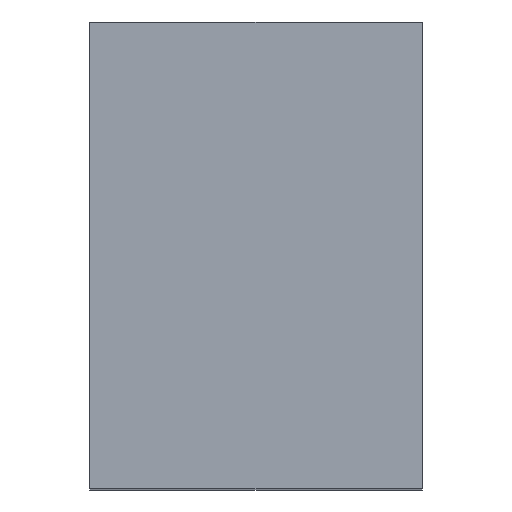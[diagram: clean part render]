
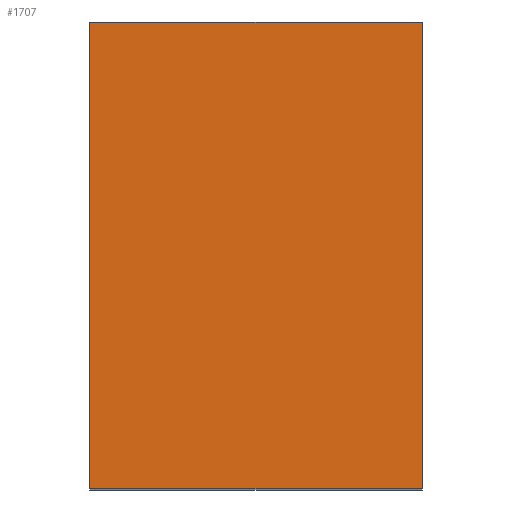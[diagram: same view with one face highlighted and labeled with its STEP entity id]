
A CAD part, top view. The second image highlights one B-rep face of the part: STEP entity #1707.
In plain terms, the highlighted face is planar.
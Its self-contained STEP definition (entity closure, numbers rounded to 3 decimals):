
#46 = DIRECTION ( 'NONE',  ( -1., 0., 0. ) ) ;
#111 = LINE ( 'NONE', #2600, #1673 ) ;
#135 = PLANE ( 'NONE',  #1497 ) ;
#152 = EDGE_CURVE ( 'NONE', #2758, #210, #111, .T. ) ;
#163 = LINE ( 'NONE', #2912, #2774 ) ;
#210 = VERTEX_POINT ( 'NONE', #1572 ) ;
#339 = EDGE_CURVE ( 'NONE', #830, #2112, #424, .T. ) ;
#424 = LINE ( 'NONE', #1106, #786 ) ;
#433 = FACE_OUTER_BOUND ( 'NONE', #1185, .T. ) ;
#437 = EDGE_CURVE ( 'NONE', #2112, #210, #1404, .T. ) ;
#601 = ORIENTED_EDGE ( 'NONE', *, *, #1420, .F. ) ;
#648 = ORIENTED_EDGE ( 'NONE', *, *, #339, .F. ) ;
#786 = VECTOR ( 'NONE', #1998, 1000. ) ;
#830 = VERTEX_POINT ( 'NONE', #2069 ) ;
#836 = CARTESIAN_POINT ( 'NONE',  ( 23.36, -35.005, -31.74 ) ) ;
#1106 = CARTESIAN_POINT ( 'NONE',  ( 23.36, -35.005, 1.5 ) ) ;
#1185 = EDGE_LOOP ( 'NONE', ( #2259, #2272, #648, #601 ) ) ;
#1323 = CARTESIAN_POINT ( 'NONE',  ( -23.36, -35.005, 1.5 ) ) ;
#1341 = DIRECTION ( 'NONE',  ( 0., 1., 0. ) ) ;
#1404 = LINE ( 'NONE', #1854, #1732 ) ;
#1420 = EDGE_CURVE ( 'NONE', #2758, #830, #163, .T. ) ;
#1485 = DIRECTION ( 'NONE',  ( 0., 0., -1. ) ) ;
#1497 = AXIS2_PLACEMENT_3D ( 'NONE', #1950, #1341, #1731 ) ;
#1572 = CARTESIAN_POINT ( 'NONE',  ( -23.36, -35.005, -31.74 ) ) ;
#1673 = VECTOR ( 'NONE', #1485, 1000. ) ;
#1707 = ADVANCED_FACE ( 'NONE', ( #433 ), #135, .F. ) ;
#1731 = DIRECTION ( 'NONE',  ( 0., 0., 1. ) ) ;
#1732 = VECTOR ( 'NONE', #46, 1000. ) ;
#1854 = CARTESIAN_POINT ( 'NONE',  ( 0., -35.005, -31.74 ) ) ;
#1950 = CARTESIAN_POINT ( 'NONE',  ( 0., -35.005, 1.5 ) ) ;
#1998 = DIRECTION ( 'NONE',  ( 0., 0., -1. ) ) ;
#2069 = CARTESIAN_POINT ( 'NONE',  ( 23.36, -35.005, 1.5 ) ) ;
#2112 = VERTEX_POINT ( 'NONE', #836 ) ;
#2259 = ORIENTED_EDGE ( 'NONE', *, *, #152, .T. ) ;
#2272 = ORIENTED_EDGE ( 'NONE', *, *, #437, .F. ) ;
#2436 = DIRECTION ( 'NONE',  ( 1., 0., 0. ) ) ;
#2600 = CARTESIAN_POINT ( 'NONE',  ( -23.36, -35.005, 1.5 ) ) ;
#2758 = VERTEX_POINT ( 'NONE', #1323 ) ;
#2774 = VECTOR ( 'NONE', #2436, 1000. ) ;
#2912 = CARTESIAN_POINT ( 'NONE',  ( 0., -35.005, 1.5 ) ) ;
